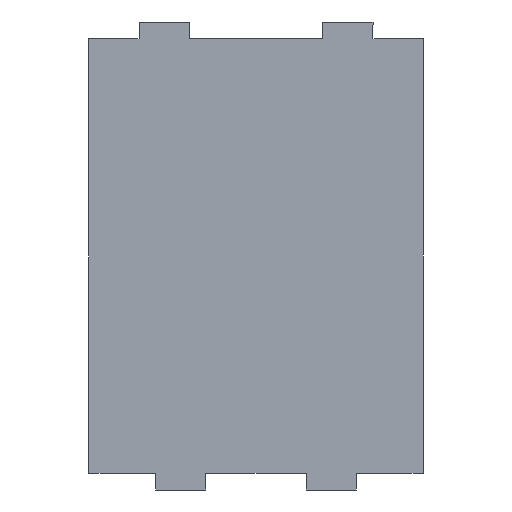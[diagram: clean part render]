
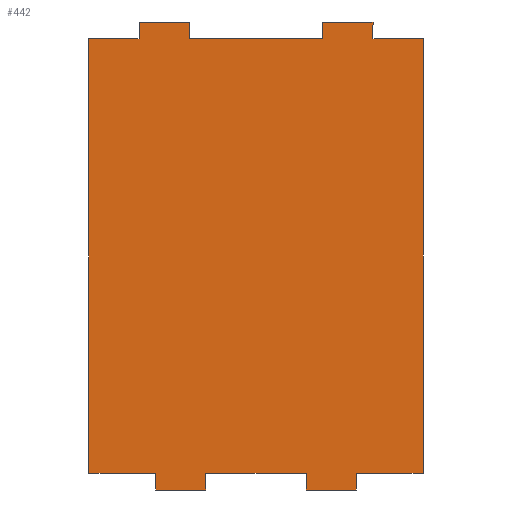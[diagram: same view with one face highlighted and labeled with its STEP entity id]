
A CAD part, front view. The second image highlights one B-rep face of the part: STEP entity #442.
In plain terms, the highlighted planar face has unit normal (0, -1, 0).
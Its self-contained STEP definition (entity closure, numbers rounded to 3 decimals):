
#36=FACE_OUTER_BOUND('',#58,.T.);
#58=EDGE_LOOP('',(#379,#380,#381,#382,#383,#384,#385,#386,#387,#388,#389,
#390,#391,#392,#393,#394,#395,#396,#397,#398));
#59=LINE('',#577,#119);
#63=LINE('',#585,#123);
#66=LINE('',#591,#126);
#69=LINE('',#597,#129);
#72=LINE('',#603,#132);
#75=LINE('',#609,#135);
#78=LINE('',#615,#138);
#81=LINE('',#621,#141);
#84=LINE('',#627,#144);
#87=LINE('',#633,#147);
#90=LINE('',#639,#150);
#93=LINE('',#645,#153);
#96=LINE('',#651,#156);
#99=LINE('',#657,#159);
#102=LINE('',#663,#162);
#105=LINE('',#669,#165);
#108=LINE('',#675,#168);
#111=LINE('',#681,#171);
#114=LINE('',#687,#174);
#117=LINE('',#692,#177);
#119=VECTOR('',#471,10.);
#123=VECTOR('',#477,10.);
#126=VECTOR('',#482,10.);
#129=VECTOR('',#487,10.);
#132=VECTOR('',#492,10.);
#135=VECTOR('',#497,10.);
#138=VECTOR('',#502,10.);
#141=VECTOR('',#507,10.);
#144=VECTOR('',#512,10.);
#147=VECTOR('',#517,10.);
#150=VECTOR('',#522,10.);
#153=VECTOR('',#527,10.);
#156=VECTOR('',#532,10.);
#159=VECTOR('',#537,10.);
#162=VECTOR('',#542,10.);
#165=VECTOR('',#547,10.);
#168=VECTOR('',#552,10.);
#171=VECTOR('',#557,10.);
#174=VECTOR('',#562,10.);
#177=VECTOR('',#567,10.);
#179=VERTEX_POINT('',#575);
#180=VERTEX_POINT('',#576);
#183=VERTEX_POINT('',#584);
#185=VERTEX_POINT('',#590);
#187=VERTEX_POINT('',#596);
#189=VERTEX_POINT('',#602);
#191=VERTEX_POINT('',#608);
#193=VERTEX_POINT('',#614);
#195=VERTEX_POINT('',#620);
#197=VERTEX_POINT('',#626);
#199=VERTEX_POINT('',#632);
#201=VERTEX_POINT('',#638);
#203=VERTEX_POINT('',#644);
#205=VERTEX_POINT('',#650);
#207=VERTEX_POINT('',#656);
#209=VERTEX_POINT('',#662);
#211=VERTEX_POINT('',#668);
#213=VERTEX_POINT('',#674);
#215=VERTEX_POINT('',#680);
#217=VERTEX_POINT('',#686);
#219=EDGE_CURVE('',#179,#180,#59,.T.);
#223=EDGE_CURVE('',#180,#183,#63,.T.);
#226=EDGE_CURVE('',#183,#185,#66,.T.);
#229=EDGE_CURVE('',#185,#187,#69,.T.);
#232=EDGE_CURVE('',#187,#189,#72,.T.);
#235=EDGE_CURVE('',#189,#191,#75,.T.);
#238=EDGE_CURVE('',#191,#193,#78,.T.);
#241=EDGE_CURVE('',#193,#195,#81,.T.);
#244=EDGE_CURVE('',#195,#197,#84,.T.);
#247=EDGE_CURVE('',#197,#199,#87,.T.);
#250=EDGE_CURVE('',#199,#201,#90,.T.);
#253=EDGE_CURVE('',#201,#203,#93,.T.);
#256=EDGE_CURVE('',#203,#205,#96,.T.);
#259=EDGE_CURVE('',#205,#207,#99,.T.);
#262=EDGE_CURVE('',#207,#209,#102,.T.);
#265=EDGE_CURVE('',#209,#211,#105,.T.);
#268=EDGE_CURVE('',#211,#213,#108,.T.);
#271=EDGE_CURVE('',#213,#215,#111,.T.);
#274=EDGE_CURVE('',#215,#217,#114,.T.);
#277=EDGE_CURVE('',#217,#179,#117,.T.);
#379=ORIENTED_EDGE('',*,*,#277,.T.);
#380=ORIENTED_EDGE('',*,*,#219,.T.);
#381=ORIENTED_EDGE('',*,*,#223,.T.);
#382=ORIENTED_EDGE('',*,*,#226,.T.);
#383=ORIENTED_EDGE('',*,*,#229,.T.);
#384=ORIENTED_EDGE('',*,*,#232,.T.);
#385=ORIENTED_EDGE('',*,*,#235,.T.);
#386=ORIENTED_EDGE('',*,*,#238,.T.);
#387=ORIENTED_EDGE('',*,*,#241,.T.);
#388=ORIENTED_EDGE('',*,*,#244,.T.);
#389=ORIENTED_EDGE('',*,*,#247,.T.);
#390=ORIENTED_EDGE('',*,*,#250,.T.);
#391=ORIENTED_EDGE('',*,*,#253,.T.);
#392=ORIENTED_EDGE('',*,*,#256,.T.);
#393=ORIENTED_EDGE('',*,*,#259,.T.);
#394=ORIENTED_EDGE('',*,*,#262,.T.);
#395=ORIENTED_EDGE('',*,*,#265,.T.);
#396=ORIENTED_EDGE('',*,*,#268,.T.);
#397=ORIENTED_EDGE('',*,*,#271,.T.);
#398=ORIENTED_EDGE('',*,*,#274,.T.);
#420=PLANE('',#466);
#442=ADVANCED_FACE('',(#36),#420,.F.);
#466=AXIS2_PLACEMENT_3D('',#695,#571,#572);
#471=DIRECTION('',(0.,0.,1.));
#477=DIRECTION('',(1.,0.,0.));
#482=DIRECTION('',(0.,0.,1.));
#487=DIRECTION('',(-1.,0.,0.));
#492=DIRECTION('',(0.,0.,1.));
#497=DIRECTION('',(-1.,0.,0.));
#502=DIRECTION('',(0.,0.,-1.));
#507=DIRECTION('',(-1.,0.,0.));
#512=DIRECTION('',(0.,0.,1.));
#517=DIRECTION('',(-1.,0.,0.));
#522=DIRECTION('',(0.,0.,-1.));
#527=DIRECTION('',(-1.,0.,0.));
#532=DIRECTION('',(0.,0.,-1.));
#537=DIRECTION('',(1.,0.,0.));
#542=DIRECTION('',(0.,0.,-1.));
#547=DIRECTION('',(1.,0.,0.));
#552=DIRECTION('',(0.,0.,1.));
#557=DIRECTION('',(1.,0.,0.));
#562=DIRECTION('',(0.,0.,-1.));
#567=DIRECTION('',(1.,0.,0.));
#571=DIRECTION('center_axis',(0.,1.,0.));
#572=DIRECTION('ref_axis',(1.,0.,0.));
#575=CARTESIAN_POINT('',(83.653,0.,6.147));
#576=CARTESIAN_POINT('',(83.653,0.,10.829));
#577=CARTESIAN_POINT('',(83.653,0.,6.147));
#584=CARTESIAN_POINT('',(102.383,0.,10.829));
#585=CARTESIAN_POINT('',(83.653,0.,10.829));
#590=CARTESIAN_POINT('',(102.383,0.,132.575));
#591=CARTESIAN_POINT('',(102.383,0.,10.829));
#596=CARTESIAN_POINT('',(88.335,0.,132.575));
#597=CARTESIAN_POINT('',(102.383,0.,132.575));
#602=CARTESIAN_POINT('',(88.335,0.,137.258));
#603=CARTESIAN_POINT('',(88.335,0.,132.575));
#608=CARTESIAN_POINT('',(74.287,0.,137.258));
#609=CARTESIAN_POINT('',(88.335,0.,137.258));
#614=CARTESIAN_POINT('',(74.287,0.,132.575));
#615=CARTESIAN_POINT('',(74.287,0.,137.258));
#620=CARTESIAN_POINT('',(36.827,0.,132.575));
#621=CARTESIAN_POINT('',(74.287,0.,132.575));
#626=CARTESIAN_POINT('',(36.827,0.,137.258));
#627=CARTESIAN_POINT('',(36.827,0.,132.575));
#632=CARTESIAN_POINT('',(22.779,0.,137.258));
#633=CARTESIAN_POINT('',(36.827,0.,137.258));
#638=CARTESIAN_POINT('',(22.779,0.,132.575));
#639=CARTESIAN_POINT('',(22.779,0.,137.258));
#644=CARTESIAN_POINT('',(8.732,0.,132.575));
#645=CARTESIAN_POINT('',(22.779,0.,132.575));
#650=CARTESIAN_POINT('',(8.732,0.,10.829));
#651=CARTESIAN_POINT('',(8.732,0.,132.575));
#656=CARTESIAN_POINT('',(27.462,0.,10.829));
#657=CARTESIAN_POINT('',(8.732,0.,10.829));
#662=CARTESIAN_POINT('',(27.462,0.,6.147));
#663=CARTESIAN_POINT('',(27.462,0.,10.829));
#668=CARTESIAN_POINT('',(41.51,0.,6.147));
#669=CARTESIAN_POINT('',(27.462,0.,6.147));
#674=CARTESIAN_POINT('',(41.51,0.,10.829));
#675=CARTESIAN_POINT('',(41.51,0.,6.147));
#680=CARTESIAN_POINT('',(69.605,0.,10.829));
#681=CARTESIAN_POINT('',(41.51,0.,10.829));
#686=CARTESIAN_POINT('',(69.605,0.,6.147));
#687=CARTESIAN_POINT('',(69.605,0.,10.829));
#692=CARTESIAN_POINT('',(69.605,0.,6.147));
#695=CARTESIAN_POINT('Origin',(55.557,0.,71.702));
